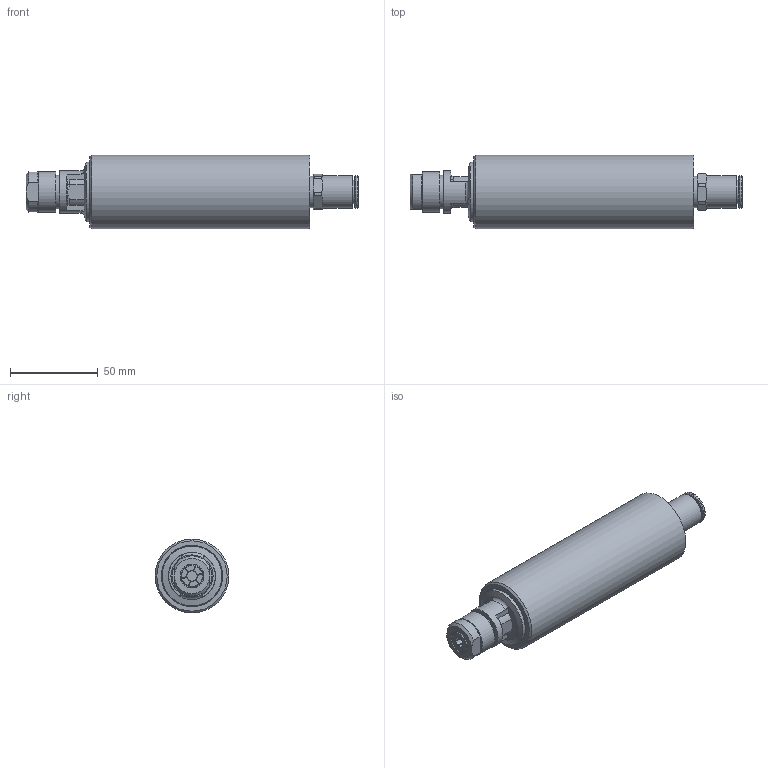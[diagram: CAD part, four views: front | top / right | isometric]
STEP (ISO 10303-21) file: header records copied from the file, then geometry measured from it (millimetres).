
FILE_DESCRIPTION(/* description */ (''),/* implementation_level */ '2;1');
FILE_NAME(/* name */ 'ES 200 ER_60008327.stp',/* time_stamp */ '2019-05-07T15:49:46+02:00',/* author */ ('flambert'),/* organization */ (''),/* preprocessor_version */ 'ST-DEVELOPER v17',/* originating_system */ 'Autodesk Inventor 2018',/* authorisation */ '');
FILE_SCHEMA (('AUTOMOTIVE_DESIGN { 1 0 10303 214 3 1 1 }'));
Length unit declared in the file: millimetre
Products named in the file (1): ES 200 ER_60008327
Bounding box: 188.84 x 42 x 42 mm (x, y, z)
Volume: 191417.6 mm3; surface area: 28200.7 mm2
Topology: 1 solids, 3 shells, 204 faces, 558 edges, 370 vertices
Faces by surface type: plane 102, cylinder 64, cone 36, torus 2
Full cylindrical faces by diameter (mm): 6 x1, 7.545 x1, 11.98 x1, 12 x1, 12.2 x1, 13.2 x2, 15.5 x1, 15.8 x1, 18 x1, 18.5 x2, 18.655 x1, 19 x3, 23 x1, 24 x1, 33.235 x1, 34 x1, 34.917 x1, 36 x1, 36.1 x1, 42 x1
Entity records: 6931 total; most frequent: CARTESIAN_POINT 1460, ORIENTED_EDGE 1116, DIRECTION 1108, EDGE_CURVE 558, AXIS2_PLACEMENT_3D 450, VERTEX_POINT 370, CIRCLE 245, EDGE_LOOP 226
